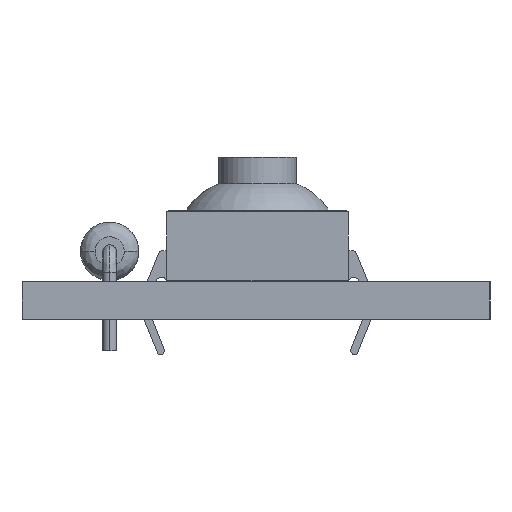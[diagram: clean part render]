
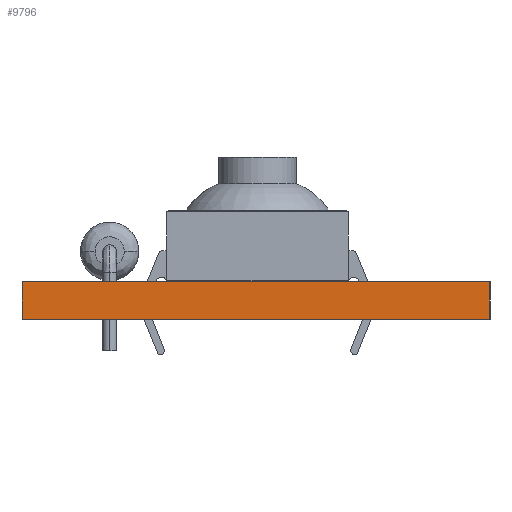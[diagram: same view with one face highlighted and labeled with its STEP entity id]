
A CAD part, left-side view. The second image highlights one B-rep face of the part: STEP entity #9796.
In plain terms, the highlighted planar face has unit normal (-1, 0, 0).
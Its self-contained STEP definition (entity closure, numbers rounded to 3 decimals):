
#443 = EDGE_CURVE ( 'NONE', #6914, #16744, #22075, .T. ) ;
#585 = CARTESIAN_POINT ( 'NONE',  ( 92.519, -91.757, 0. ) ) ;
#699 = ORIENTED_EDGE ( 'NONE', *, *, #20213, .F. ) ;
#867 = EDGE_LOOP ( 'NONE', ( #16658, #9609, #699, #16997 ) ) ;
#884 = CARTESIAN_POINT ( 'NONE',  ( 92.519, -111.76, 0. ) ) ;
#916 = VERTEX_POINT ( 'NONE', #1934 ) ;
#1588 = DIRECTION ( 'NONE',  ( 0., 1., 0. ) ) ;
#1934 = CARTESIAN_POINT ( 'NONE',  ( 92.519, -111.76, 1.6 ) ) ;
#3076 = LINE ( 'NONE', #9077, #19202 ) ;
#3324 = AXIS2_PLACEMENT_3D ( 'NONE', #22269, #13011, #20385 ) ;
#3943 = VECTOR ( 'NONE', #18953, 1000. ) ;
#4065 = LINE ( 'NONE', #9089, #21082 ) ;
#6914 = VERTEX_POINT ( 'NONE', #23879 ) ;
#9077 = CARTESIAN_POINT ( 'NONE',  ( 92.519, -111.76, 0. ) ) ;
#9089 = CARTESIAN_POINT ( 'NONE',  ( 92.519, -111.76, 1.6 ) ) ;
#9609 = ORIENTED_EDGE ( 'NONE', *, *, #21165, .T. ) ;
#9796 = ADVANCED_FACE ( 'NONE', ( #15100 ), #19838, .T. ) ;
#10082 = CARTESIAN_POINT ( 'NONE',  ( 92.519, -111.76, 0. ) ) ;
#10250 = DIRECTION ( 'NONE',  ( 0., -1., 0. ) ) ;
#13011 = DIRECTION ( 'NONE',  ( -1., 0., 0. ) ) ;
#13411 = VECTOR ( 'NONE', #10250, 1000. ) ;
#14930 = CARTESIAN_POINT ( 'NONE',  ( 92.519, -91.757, 1.6 ) ) ;
#15100 = FACE_OUTER_BOUND ( 'NONE', #867, .T. ) ;
#16658 = ORIENTED_EDGE ( 'NONE', *, *, #443, .F. ) ;
#16744 = VERTEX_POINT ( 'NONE', #14930 ) ;
#16997 = ORIENTED_EDGE ( 'NONE', *, *, #17188, .T. ) ;
#17188 = EDGE_CURVE ( 'NONE', #916, #16744, #4065, .T. ) ;
#18953 = DIRECTION ( 'NONE',  ( 0., 0., 1. ) ) ;
#19202 = VECTOR ( 'NONE', #21944, 1000. ) ;
#19838 = PLANE ( 'NONE',  #3324 ) ;
#20213 = EDGE_CURVE ( 'NONE', #916, #22399, #3076, .T. ) ;
#20385 = DIRECTION ( 'NONE',  ( 0., 0., 1. ) ) ;
#21082 = VECTOR ( 'NONE', #1588, 1000. ) ;
#21165 = EDGE_CURVE ( 'NONE', #6914, #22399, #23761, .T. ) ;
#21944 = DIRECTION ( 'NONE',  ( 0., 0., -1. ) ) ;
#22075 = LINE ( 'NONE', #585, #3943 ) ;
#22269 = CARTESIAN_POINT ( 'NONE',  ( 92.519, -111.76, 0. ) ) ;
#22399 = VERTEX_POINT ( 'NONE', #10082 ) ;
#23761 = LINE ( 'NONE', #884, #13411 ) ;
#23879 = CARTESIAN_POINT ( 'NONE',  ( 92.519, -91.757, 0. ) ) ;
